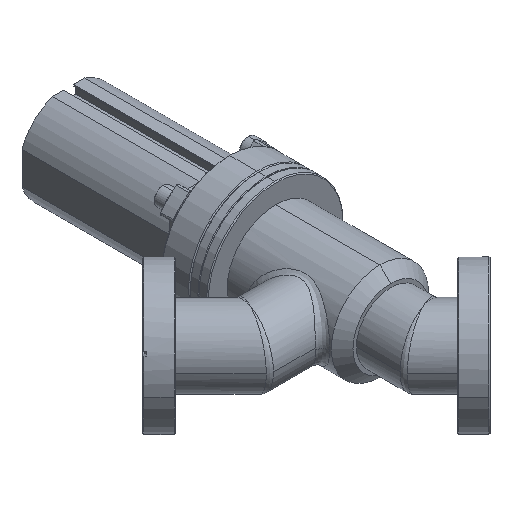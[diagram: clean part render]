
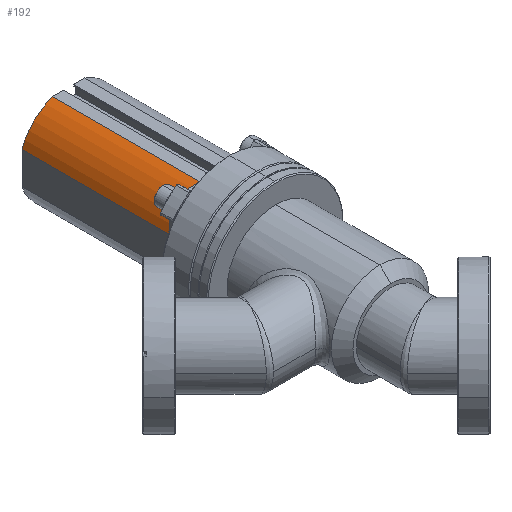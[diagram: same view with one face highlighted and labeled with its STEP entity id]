
A CAD part, isometric view. The second image highlights one B-rep face of the part: STEP entity #192.
In plain terms, the highlighted cylindrical face has radius 27.5 mm (diameter 55 mm), a partial arc.
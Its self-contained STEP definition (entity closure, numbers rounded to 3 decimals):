
#192 = ADVANCED_FACE ( 'NONE', ( #5370 ), #5369, .T. ) ;
#345 = EDGE_CURVE ( 'NONE', #4566, #4567, #6071, .T. ) ;
#346 = EDGE_CURVE ( 'NONE', #4567, #4570, #6851, .T. ) ;
#347 = EDGE_CURVE ( 'NONE', #4570, #4569, #6072, .T. ) ;
#348 = EDGE_CURVE ( 'NONE', #4566, #4569, #6849, .T. ) ;
#670 = AXIS2_PLACEMENT_3D ( 'NONE', #5371, #5367, #5373 ) ;
#2135 = CARTESIAN_POINT ( 'NONE',  ( 8.958, 89., 26. ) ) ;
#2137 = CARTESIAN_POINT ( 'NONE',  ( 8.958, 7.7, 26. ) ) ;
#2139 = CARTESIAN_POINT ( 'NONE',  ( 26., 89., 8.958 ) ) ;
#2141 = CARTESIAN_POINT ( 'NONE',  ( 26., 7.7, 8.958 ) ) ;
#3945 = EDGE_LOOP ( 'NONE', ( #6364, #6403, #6361, #6393 ) ) ;
#4566 = VERTEX_POINT ( 'NONE', #2135 ) ;
#4567 = VERTEX_POINT ( 'NONE', #2137 ) ;
#4569 = VERTEX_POINT ( 'NONE', #2139 ) ;
#4570 = VERTEX_POINT ( 'NONE', #2141 ) ;
#5367 = DIRECTION ( 'NONE',  ( 0., 1., 0. ) ) ;
#5369 = CYLINDRICAL_SURFACE ( 'NONE', #670, 27.5 ) ;
#5370 = FACE_OUTER_BOUND ( 'NONE', #3945, .T. ) ;
#5371 = CARTESIAN_POINT ( 'NONE',  ( 0., 7., 0. ) ) ;
#5373 = DIRECTION ( 'NONE',  ( 0., 0., 1. ) ) ;
#6066 = CARTESIAN_POINT ( 'NONE',  ( 26., 7., 8.958 ) ) ;
#6071 = LINE ( 'NONE', #6073, #6856 ) ;
#6072 = LINE ( 'NONE', #6066, #6852 ) ;
#6073 = CARTESIAN_POINT ( 'NONE',  ( 8.958, 7., 26. ) ) ;
#6074 = DIRECTION ( 'NONE',  ( 0., -1., 0. ) ) ;
#6077 = CARTESIAN_POINT ( 'NONE',  ( 0., 7.7, 0. ) ) ;
#6078 = DIRECTION ( 'NONE',  ( 0., 1., 0. ) ) ;
#6079 = DIRECTION ( 'NONE',  ( 0., 0., 1. ) ) ;
#6080 = DIRECTION ( 'NONE',  ( 0., 1., 0. ) ) ;
#6082 = CARTESIAN_POINT ( 'NONE',  ( 0., 89., 0. ) ) ;
#6083 = DIRECTION ( 'NONE',  ( 0., 1., 0. ) ) ;
#6084 = DIRECTION ( 'NONE',  ( 0., 0., 1. ) ) ;
#6361 = ORIENTED_EDGE ( 'NONE', *, *, #347, .T. ) ;
#6364 = ORIENTED_EDGE ( 'NONE', *, *, #345, .T. ) ;
#6393 = ORIENTED_EDGE ( 'NONE', *, *, #348, .F. ) ;
#6403 = ORIENTED_EDGE ( 'NONE', *, *, #346, .T. ) ;
#6847 = AXIS2_PLACEMENT_3D ( 'NONE', #6082, #6083, #6084 ) ;
#6849 = CIRCLE ( 'NONE', #6847, 27.5 ) ;
#6850 = AXIS2_PLACEMENT_3D ( 'NONE', #6077, #6078, #6079 ) ;
#6851 = CIRCLE ( 'NONE', #6850, 27.5 ) ;
#6852 = VECTOR ( 'NONE', #6080, 1000. ) ;
#6856 = VECTOR ( 'NONE', #6074, 1000. ) ;
